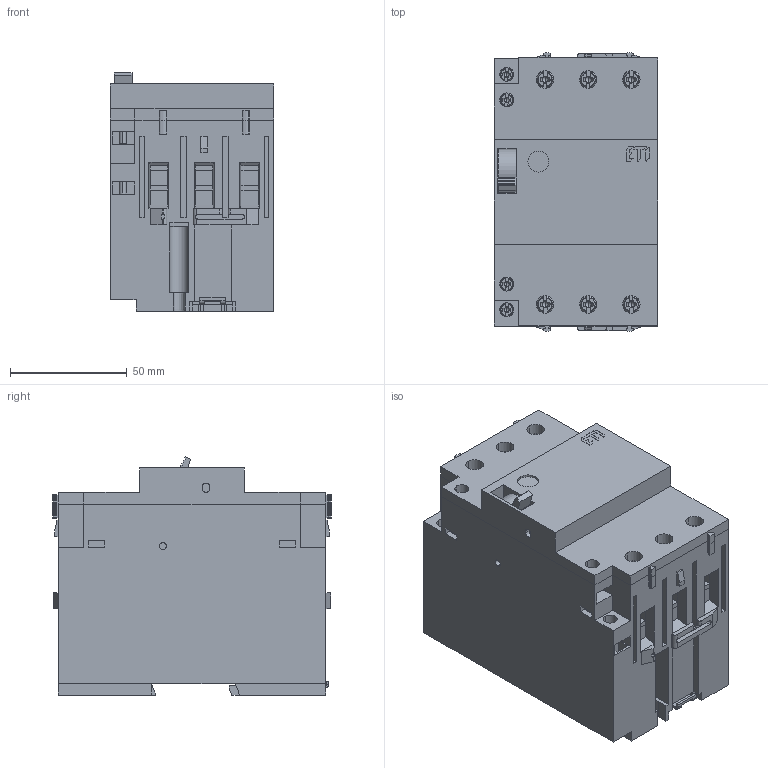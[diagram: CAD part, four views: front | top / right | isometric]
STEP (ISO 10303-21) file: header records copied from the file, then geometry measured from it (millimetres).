
FILE_DESCRIPTION((''),'2;1');
FILE_NAME('3MSP1_32_ASM','2021-06-14T',('marketing.praksa'),('Audax d.o.o.'),'CREO PARAMETRIC BY PTC INC, 2017480','CREO PARAMETRIC BY PTC INC, 2017480','');
FILE_SCHEMA(('AUTOMOTIVE_DESIGN { 1 0 10303 214 1 1 1 1 }'));
Length unit declared in the file: millimetre
Products named in the file (8): BREP_4; ROCKA; BLUE; PRT9537; SCREW; PRT9538; PRT9539; 3MSP1_32_ASM
Assembly tree (15 placements, depth 2):
  3MSP1_32_ASM
    BREP_4
    ROCKA
    BLUE
    PRT9537
    SCREW  x6
    PRT9538  x4
    PRT9539
Bounding box: 70 x 119.56 x 102.28 mm (x, y, z)
Volume: 643837.3 mm3; surface area: 98401 mm2
Topology: 17 solids, 17 shells, 1273 faces, 3443 edges, 2232 vertices
Faces by surface type: plane 777, cylinder 296, cone 86, bspline 40, torus 40, sphere 20, extrusion 14
Entity records: 42515 total; most frequent: CARTESIAN_POINT 6024, ORIENTED_EDGE 4766, DIRECTION 4542, PRESENTATION_STYLE_ASSIGNMENT 3295, STYLED_ITEM 3295, CURVE_STYLE 2397, EDGE_CURVE 2383, VECTOR 1816
